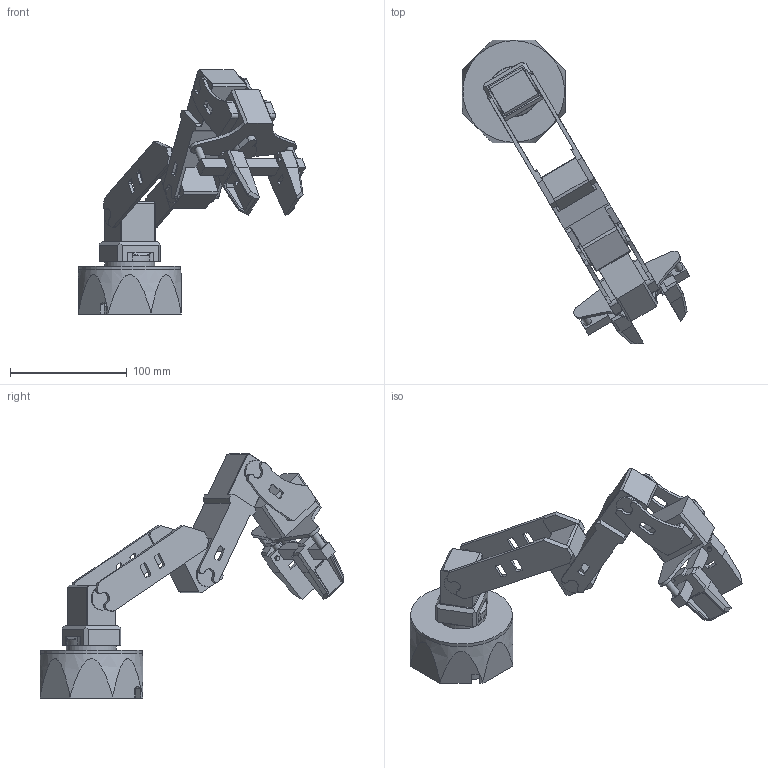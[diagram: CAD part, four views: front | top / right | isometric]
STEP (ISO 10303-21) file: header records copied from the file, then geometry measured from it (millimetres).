
FILE_DESCRIPTION(/* description */ ('','CAx-IF Rec.Pracs.---Representation and Presentation of Product Manufacturing Information (PMI)---4.0---2014-10-13'),/* implementation_level */ '2;1');
FILE_NAME(/* name */ 'PXA-100-MOBILE v6.step',/* time_stamp */ '2024-12-02T12:23:47Z',/* author */ (''),/* organization */ (''),/* preprocessor_version */ 'ST-DEVELOPER v20',/* originating_system */ 'Autodesk Translation Framework v13.20.0.188',/* authorisation */ '');
FILE_SCHEMA (('AP242_MANAGED_MODEL_BASED_3D_ENGINEERING_MIM_LF { 1 0 10303 442 1 1 4 }'));
Length unit declared in the file: millimetre
Products named in the file (8): 1 - PXA-100-MOBILE; SIMPLIFIED - PX-100-Mobile_Base v2; PX-100 Shoulder v3; SRG Carriage With Finger v3; Fore - 1 - PX-100 v2; PX100 SRG v3; SRG Carriage With Finger v3 (1); SIMPLIFIED - PXA-100-UA v4
Assembly tree (7 placements, depth 2):
  1 - PXA-100-MOBILE
    SIMPLIFIED - PX-100-Mobile_Base v2
    PX-100 Shoulder v3
    SRG Carriage With Finger v3
    Fore - 1 - PX-100 v2
    PX100 SRG v3
    SRG Carriage With Finger v3 (1)
    SIMPLIFIED - PXA-100-UA v4
Bounding box: 194.56 x 260.15 x 209.13 mm (x, y, z)
Volume: 445765.8 mm3; surface area: 133697.3 mm2
Topology: 9 solids, 11 shells, 516 faces, 1397 edges, 919 vertices
Faces by surface type: plane 342, cylinder 165, cone 8, bspline 1
Full cylindrical faces by diameter (mm): 3.8 x4, 4.9 x2, 6.3 x2, 20.5 x8, 22.2 x1, 22.276 x1, 23.5 x1, 42.862 x1, 80 x1, 81 x1, 87 x1
Entity records: 16689 total; most frequent: CARTESIAN_POINT 3042, DIRECTION 2803, ORIENTED_EDGE 2794, EDGE_CURVE 1397, LINE 1017, VECTOR 1017, VERTEX_POINT 919, AXIS2_PLACEMENT_3D 893
